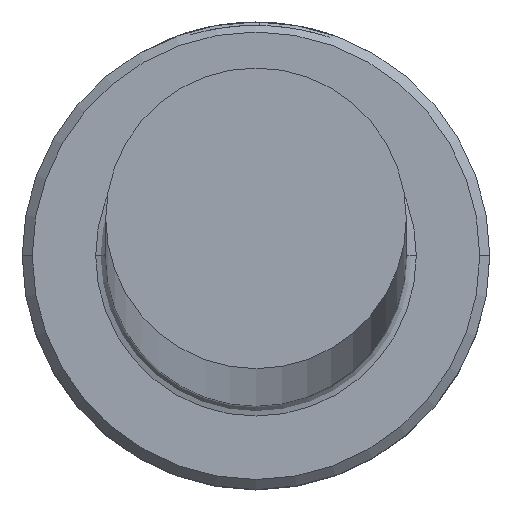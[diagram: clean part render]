
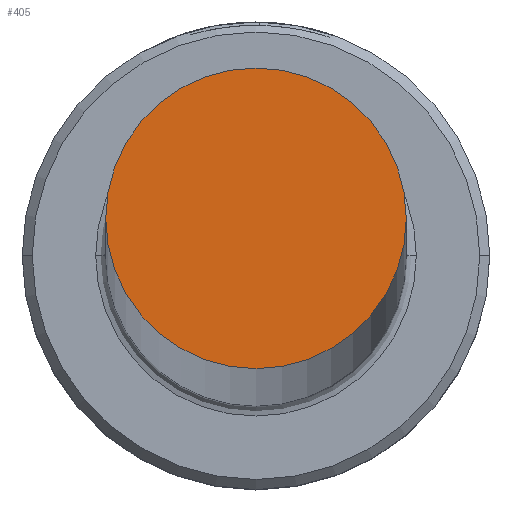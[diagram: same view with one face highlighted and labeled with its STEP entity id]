
A CAD part, top view. The second image highlights one B-rep face of the part: STEP entity #405.
In plain terms, the highlighted planar face has unit normal (0, 0, 1).
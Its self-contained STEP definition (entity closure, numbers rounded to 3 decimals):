
#9 = CARTESIAN_POINT ( 'NONE',  ( 0., 0., 650. ) ) ;
#42 = FACE_OUTER_BOUND ( 'NONE', #844, .T. ) ;
#60 = CIRCLE ( 'NONE', #663, 4.5 ) ;
#77 = DIRECTION ( 'NONE',  ( 0., 0., 1. ) ) ;
#107 = DIRECTION ( 'NONE',  ( 1., 0., 0. ) ) ;
#198 = ORIENTED_EDGE ( 'NONE', *, *, #915, .T. ) ;
#225 = VERTEX_POINT ( 'NONE', #1012 ) ;
#237 = DIRECTION ( 'NONE',  ( 1., 0., 0. ) ) ;
#405 = ADVANCED_FACE ( 'NONE', ( #42 ), #437, .T. ) ;
#421 = EDGE_CURVE ( 'NONE', #1001, #225, #60, .T. ) ;
#437 = PLANE ( 'NONE',  #967 ) ;
#491 = CARTESIAN_POINT ( 'NONE',  ( -4.5, 0., 650. ) ) ;
#626 = CARTESIAN_POINT ( 'NONE',  ( 0., 0., 650. ) ) ;
#652 = DIRECTION ( 'NONE',  ( 0., 0., 1. ) ) ;
#658 = DIRECTION ( 'NONE',  ( 0., 0., 1. ) ) ;
#663 = AXIS2_PLACEMENT_3D ( 'NONE', #626, #77, #716 ) ;
#703 = AXIS2_PLACEMENT_3D ( 'NONE', #9, #658, #107 ) ;
#716 = DIRECTION ( 'NONE',  ( 1., 0., 0. ) ) ;
#844 = EDGE_LOOP ( 'NONE', ( #1058, #198 ) ) ;
#855 = CIRCLE ( 'NONE', #703, 4.5 ) ;
#915 = EDGE_CURVE ( 'NONE', #225, #1001, #855, .T. ) ;
#967 = AXIS2_PLACEMENT_3D ( 'NONE', #971, #652, #237 ) ;
#971 = CARTESIAN_POINT ( 'NONE',  ( 0., 0., 650. ) ) ;
#1001 = VERTEX_POINT ( 'NONE', #491 ) ;
#1012 = CARTESIAN_POINT ( 'NONE',  ( 4.5, 0., 650. ) ) ;
#1058 = ORIENTED_EDGE ( 'NONE', *, *, #421, .T. ) ;
